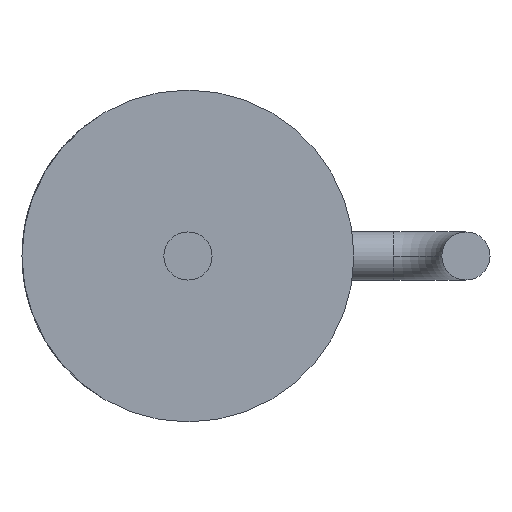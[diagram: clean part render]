
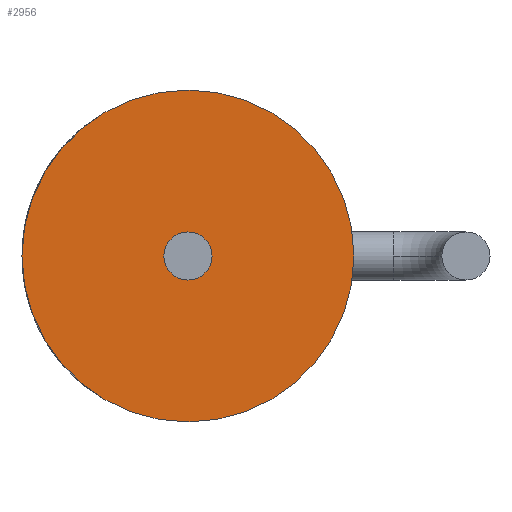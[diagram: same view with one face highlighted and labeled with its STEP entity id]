
A CAD part, front view. The second image highlights one B-rep face of the part: STEP entity #2956.
In plain terms, the highlighted planar face has unit normal (0, -1, 0).
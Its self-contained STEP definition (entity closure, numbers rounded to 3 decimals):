
#59 = EDGE_CURVE ( 'NONE', #5373, #1287, #4736, .T. ) ;
#98 = FACE_OUTER_BOUND ( 'NONE', #1924, .T. ) ;
#335 = AXIS2_PLACEMENT_3D ( 'NONE', #2983, #2904, #416 ) ;
#416 = DIRECTION ( 'NONE',  ( 0., 0., 1. ) ) ;
#442 = VERTEX_POINT ( 'NONE', #4733 ) ;
#477 = AXIS2_PLACEMENT_3D ( 'NONE', #5085, #3064, #3032 ) ;
#1256 = ORIENTED_EDGE ( 'NONE', *, *, #4119, .F. ) ;
#1287 = VERTEX_POINT ( 'NONE', #3107 ) ;
#1399 = CARTESIAN_POINT ( 'NONE',  ( 0., 2., 0. ) ) ;
#1924 = EDGE_LOOP ( 'NONE', ( #2377, #3378 ) ) ;
#1933 = ORIENTED_EDGE ( 'NONE', *, *, #59, .F. ) ;
#2186 = CARTESIAN_POINT ( 'NONE',  ( 0., 2., 0. ) ) ;
#2377 = ORIENTED_EDGE ( 'NONE', *, *, #5338, .F. ) ;
#2470 = DIRECTION ( 'NONE',  ( 0., 1., 0. ) ) ;
#2691 = CIRCLE ( 'NONE', #335, 0.66 ) ;
#2904 = DIRECTION ( 'NONE',  ( 0., -1., 0. ) ) ;
#2953 = AXIS2_PLACEMENT_3D ( 'NONE', #2186, #2470, #4541 ) ;
#2956 = ADVANCED_FACE ( 'NONE', ( #4284, #98 ), #3504, .F. ) ;
#2983 = CARTESIAN_POINT ( 'NONE',  ( 0., 2., 0. ) ) ;
#3032 = DIRECTION ( 'NONE',  ( 0., 0., 1. ) ) ;
#3064 = DIRECTION ( 'NONE',  ( 0., -1., 0. ) ) ;
#3107 = CARTESIAN_POINT ( 'NONE',  ( -0.66, 2., 0. ) ) ;
#3316 = CIRCLE ( 'NONE', #4264, 4.55 ) ;
#3378 = ORIENTED_EDGE ( 'NONE', *, *, #5347, .F. ) ;
#3404 = DIRECTION ( 'NONE',  ( 0., 1., 0. ) ) ;
#3504 = PLANE ( 'NONE',  #3636 ) ;
#3506 = EDGE_LOOP ( 'NONE', ( #1933, #1256 ) ) ;
#3613 = CARTESIAN_POINT ( 'NONE',  ( 0., 2., 0. ) ) ;
#3636 = AXIS2_PLACEMENT_3D ( 'NONE', #1399, #3404, #5042 ) ;
#3752 = CARTESIAN_POINT ( 'NONE',  ( 0., 2., 4.55 ) ) ;
#4119 = EDGE_CURVE ( 'NONE', #1287, #5373, #2691, .T. ) ;
#4264 = AXIS2_PLACEMENT_3D ( 'NONE', #3613, #4831, #5252 ) ;
#4284 = FACE_BOUND ( 'NONE', #3506, .T. ) ;
#4541 = DIRECTION ( 'NONE',  ( 0., 0., 1. ) ) ;
#4733 = CARTESIAN_POINT ( 'NONE',  ( 0., 2., -4.55 ) ) ;
#4736 = CIRCLE ( 'NONE', #477, 0.66 ) ;
#4831 = DIRECTION ( 'NONE',  ( 0., 1., 0. ) ) ;
#5042 = DIRECTION ( 'NONE',  ( 0., 0., 1. ) ) ;
#5085 = CARTESIAN_POINT ( 'NONE',  ( 0., 2., 0. ) ) ;
#5087 = CARTESIAN_POINT ( 'NONE',  ( 0.66, 2., 0. ) ) ;
#5252 = DIRECTION ( 'NONE',  ( 0., 0., 1. ) ) ;
#5286 = CIRCLE ( 'NONE', #2953, 4.55 ) ;
#5338 = EDGE_CURVE ( 'NONE', #442, #5387, #3316, .T. ) ;
#5347 = EDGE_CURVE ( 'NONE', #5387, #442, #5286, .T. ) ;
#5373 = VERTEX_POINT ( 'NONE', #5087 ) ;
#5387 = VERTEX_POINT ( 'NONE', #3752 ) ;
